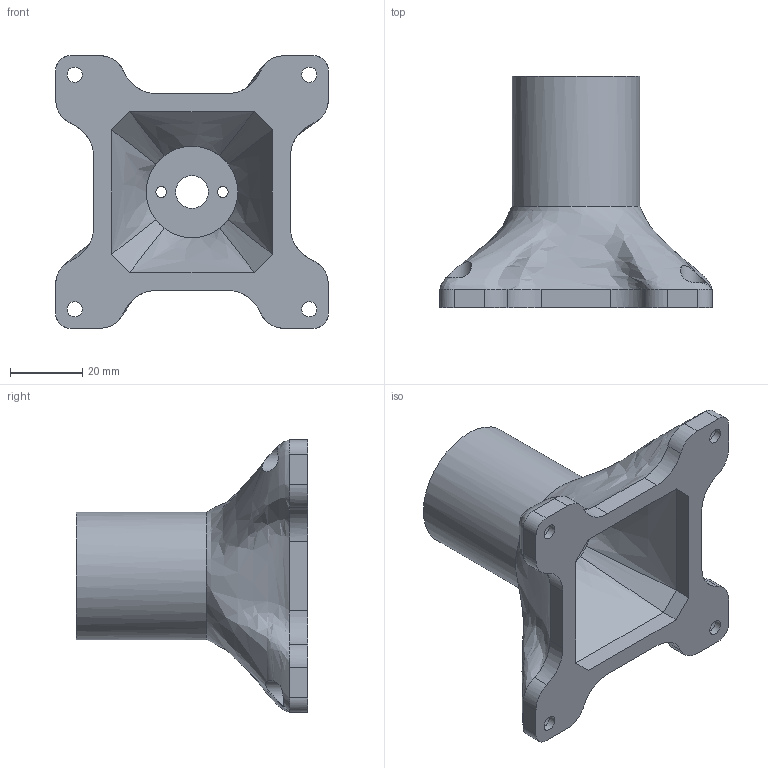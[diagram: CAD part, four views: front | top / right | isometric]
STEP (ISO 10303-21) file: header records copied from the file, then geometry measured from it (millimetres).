
FILE_DESCRIPTION(/* description */ (''),/* implementation_level */ '2;1');
FILE_NAME(/* name */ '1M3A v4.step',/* time_stamp */ '2024-05-16T13:53:58-03:00',/* author */ (''),/* organization */ (''),/* preprocessor_version */ 'ST-DEVELOPER v20',/* originating_system */ 'Autodesk Translation Framework v12.20.1.177',/* authorisation */ '');
FILE_SCHEMA (('AUTOMOTIVE_DESIGN { 1 0 10303 214 3 1 1 }'));
Length unit declared in the file: millimetre
Products named in the file (1): 1M3A
Bounding box: 75.3 x 64 x 75.3 mm (x, y, z)
Volume: 56316.9 mm3; surface area: 22800.7 mm2
Topology: 1 solids, 1 shells, 74 faces, 202 edges, 136 vertices
Faces by surface type: cylinder 35, plane 29, bspline 9, cone 1
Full cylindrical faces by diameter (mm): 3 x2, 4.2 x4, 6.5 x2, 7.1 x4, 9 x1, 25.3 x1, 35.3 x1
Entity records: 3626 total; most frequent: CARTESIAN_POINT 1749, ORIENTED_EDGE 404, DIRECTION 338, EDGE_CURVE 202, VERTEX_POINT 136, AXIS2_PLACEMENT_3D 123, EDGE_LOOP 94, LINE 92
